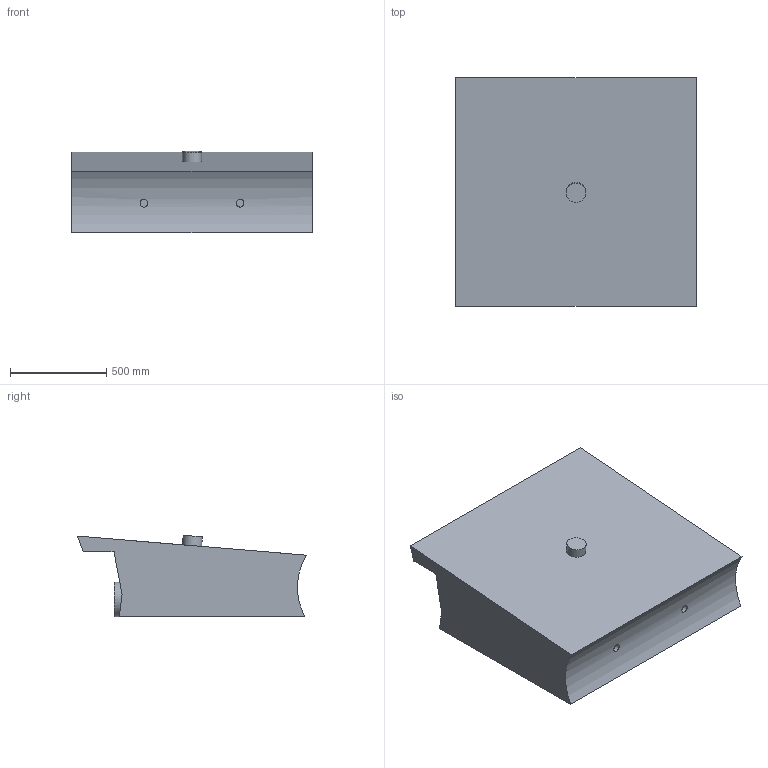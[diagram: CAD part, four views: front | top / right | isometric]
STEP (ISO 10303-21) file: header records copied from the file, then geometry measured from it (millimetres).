
FILE_DESCRIPTION(/* description */ (''),/* implementation_level */ '2;1');
FILE_NAME(/* name */ 'Chassis.step',/* time_stamp */ '2025-05-27T21:04:52-04:00',/* author */ (''),/* organization */ (''),/* preprocessor_version */ 'ST-DEVELOPER v20.1',/* originating_system */ 'Autodesk Translation Framework v14.10.0.0',/* authorisation */ '');
FILE_SCHEMA (('AUTOMOTIVE_DESIGN { 1 0 10303 214 3 1 1 }'));
Length unit declared in the file: millimetre
Products named in the file (1): Chassis
Bounding box: 1250 x 1189.34 x 423.64 mm (x, y, z)
Volume: 444138865.5 mm3; surface area: 4600453.2 mm2
Topology: 1 solids, 1 shells, 19 faces, 44 edges, 30 vertices
Faces by surface type: plane 14, cylinder 5
Full cylindrical faces by diameter (mm): 40 x2, 100 x1, 180 x1
Entity records: 705 total; most frequent: CARTESIAN_POINT 228, DIRECTION 92, ORIENTED_EDGE 88, EDGE_CURVE 44, AXIS2_PLACEMENT_3D 32, VERTEX_POINT 30, LINE 28, VECTOR 28
